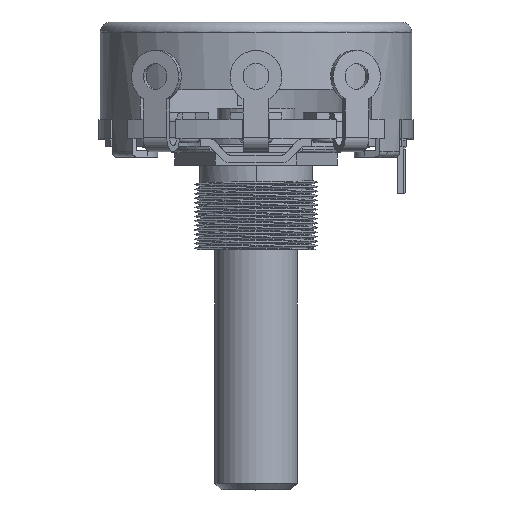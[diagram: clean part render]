
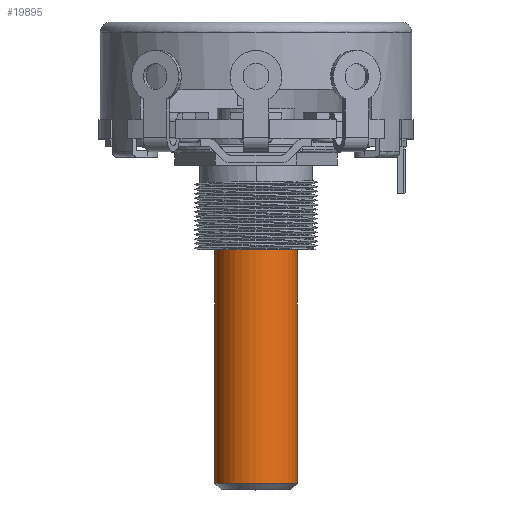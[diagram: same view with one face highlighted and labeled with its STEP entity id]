
A CAD part, top view. The second image highlights one B-rep face of the part: STEP entity #19895.
In plain terms, the highlighted cylindrical face has radius 3.175 mm (diameter 6.35 mm), a partial arc.
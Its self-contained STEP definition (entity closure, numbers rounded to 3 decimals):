
#5484=CARTESIAN_POINT('',(0.,-8.54,0.));
#5485=DIRECTION('',(0.,-1.,0.));
#5486=DIRECTION('',(1.,0.,0.));
#5487=AXIS2_PLACEMENT_3D('',#5484,#5485,#5486);
#7532=DIRECTION('',(0.,-1.,0.));
#7533=VECTOR('',#7532,18.);
#7534=CARTESIAN_POINT('',(-3.175,-8.54,0.));
#7535=LINE('',#7534,#7533);
#7559=DIRECTION('',(0.,-1.,0.));
#7560=VECTOR('',#7559,18.);
#7561=CARTESIAN_POINT('',(3.175,-8.54,0.));
#7562=LINE('',#7561,#7560);
#7563=CARTESIAN_POINT('',(0.,-26.54,0.));
#7564=DIRECTION('',(0.,-1.,0.));
#7565=DIRECTION('',(1.,0.,0.));
#7566=AXIS2_PLACEMENT_3D('',#7563,#7564,#7565);
#10737=CARTESIAN_POINT('',(3.175,-26.54,0.));
#10738=CARTESIAN_POINT('',(-3.175,-26.54,0.));
#10739=VERTEX_POINT('',#10737);
#10740=VERTEX_POINT('',#10738);
#10753=CARTESIAN_POINT('',(-3.175,-8.54,0.));
#10754=CARTESIAN_POINT('',(3.175,-8.54,0.));
#10755=VERTEX_POINT('',#10753);
#10756=VERTEX_POINT('',#10754);
#19883=CARTESIAN_POINT('',(0.,-6.84,0.));
#19884=DIRECTION('',(0.,-1.,0.));
#19885=DIRECTION('',(-1.,0.,0.));
#19886=AXIS2_PLACEMENT_3D('',#19883,#19884,#19885);
#19887=CYLINDRICAL_SURFACE('',#19886,3.175);
#19888=ORIENTED_EDGE('',*,*,#18639,.F.);
#19889=ORIENTED_EDGE('',*,*,#19878,.T.);
#19891=ORIENTED_EDGE('',*,*,#19890,.T.);
#19892=ORIENTED_EDGE('',*,*,#19866,.F.);
#19893=EDGE_LOOP('',(#19888,#19889,#19891,#19892));
#19894=FACE_OUTER_BOUND('',#19893,.F.);
#19895=ADVANCED_FACE('',(#19894),#19887,.T.);
#5488=CIRCLE('',#5487,3.175);
#7567=CIRCLE('',#7566,3.175);
#18639=EDGE_CURVE('',#10756,#10755,#5488,.T.);
#19866=EDGE_CURVE('',#10755,#10740,#7535,.T.);
#19878=EDGE_CURVE('',#10756,#10739,#7562,.T.);
#19890=EDGE_CURVE('',#10739,#10740,#7567,.T.);
